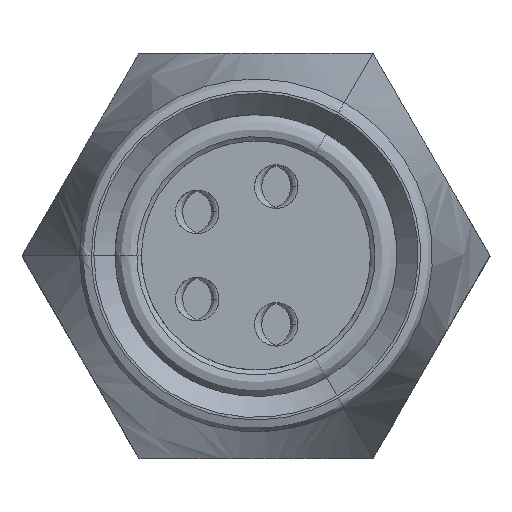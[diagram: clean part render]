
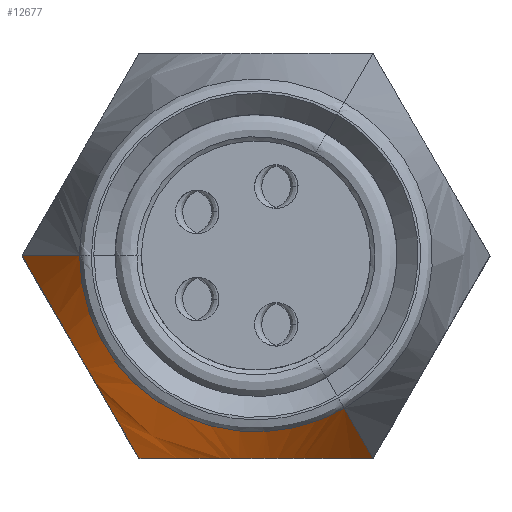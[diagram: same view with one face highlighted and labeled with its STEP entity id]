
A CAD part, top view. The second image highlights one B-rep face of the part: STEP entity #12677.
In plain terms, the highlighted free-form (B-spline) face has degree [2, 1] with [3, 2] control points.
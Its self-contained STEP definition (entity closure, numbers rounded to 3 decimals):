
#12551=CARTESIAN_POINT('Vertex',(7.95,1.23,35.666)) ;
#12558=CARTESIAN_POINT('Vertex',(1.421,5.,35.666)) ;
#12562=CARTESIAN_POINT('Control Point',(1.421,5.,35.666)) ;
#12563=CARTESIAN_POINT('Control Point',(1.421,-2.539,35.666)) ;
#12564=CARTESIAN_POINT('Control Point',(7.95,1.23,35.666)) ;
#12625=CARTESIAN_POINT('Control Point',(0.004,5.,29.4)) ;
#12626=CARTESIAN_POINT('Control Point',(1.421,5.,35.666)) ;
#12627=CARTESIAN_POINT('Control Point',(0.004,-4.994,29.4)) ;
#12628=CARTESIAN_POINT('Control Point',(1.421,-2.539,35.666)) ;
#12629=CARTESIAN_POINT('Control Point',(8.659,0.003,29.4)) ;
#12630=CARTESIAN_POINT('Control Point',(7.95,1.23,35.666)) ;
#12632=CARTESIAN_POINT('Control Point',(8.659,0.003,29.4)) ;
#12633=CARTESIAN_POINT('Control Point',(7.95,1.23,35.666)) ;
#12634=CARTESIAN_POINT('Vertex',(8.659,0.,29.4)) ;
#12638=CARTESIAN_POINT('Control Point',(0.004,5.,29.4)) ;
#12639=CARTESIAN_POINT('Control Point',(1.421,5.,35.666)) ;
#12640=CARTESIAN_POINT('Vertex',(0.001,5.002,29.4)) ;
#12644=CARTESIAN_POINT('Control Point',(0.004,5.,29.4)) ;
#12645=CARTESIAN_POINT('Control Point',(0.257,4.56,30.521)) ;
#12646=CARTESIAN_POINT('Control Point',(0.519,4.106,31.493)) ;
#12647=CARTESIAN_POINT('Control Point',(0.791,3.635,32.266)) ;
#12648=CARTESIAN_POINT('Control Point',(1.38,2.613,33.199)) ;
#12649=CARTESIAN_POINT('Control Point',(1.988,1.56,32.56)) ;
#12650=CARTESIAN_POINT('Control Point',(2.301,1.019,31.754)) ;
#12651=CARTESIAN_POINT('Control Point',(2.601,0.501,30.671)) ;
#12652=CARTESIAN_POINT('Control Point',(2.888,0.003,29.4)) ;
#12653=CARTESIAN_POINT('Vertex',(2.886,0.001,29.4)) ;
#12657=CARTESIAN_POINT('Control Point',(2.889,0.003,29.4)) ;
#12658=CARTESIAN_POINT('Control Point',(3.401,0.003,30.533)) ;
#12659=CARTESIAN_POINT('Control Point',(3.932,0.002,31.516)) ;
#12660=CARTESIAN_POINT('Control Point',(4.483,0.002,32.288)) ;
#12661=CARTESIAN_POINT('Control Point',(5.264,0.002,32.882)) ;
#12662=CARTESIAN_POINT('Control Point',(6.037,0.002,32.813)) ;
#12663=CARTESIAN_POINT('Control Point',(6.253,0.002,32.741)) ;
#12664=CARTESIAN_POINT('Control Point',(6.887,0.002,32.383)) ;
#12665=CARTESIAN_POINT('Control Point',(7.5,0.002,31.626)) ;
#12666=CARTESIAN_POINT('Control Point',(7.897,0.003,30.98)) ;
#12667=CARTESIAN_POINT('Control Point',(8.282,0.003,30.231)) ;
#12668=CARTESIAN_POINT('Control Point',(8.659,0.003,29.4)) ;
#12671=ORIENTED_EDGE('',*,*,#12636,.T.) ;
#12672=ORIENTED_EDGE('',*,*,#12565,.T.) ;
#12673=ORIENTED_EDGE('',*,*,#12642,.T.) ;
#12674=ORIENTED_EDGE('',*,*,#12655,.T.) ;
#12675=ORIENTED_EDGE('',*,*,#12669,.T.) ;
#12677=ADVANCED_FACE('Hauptk\X2\00F6\X0\rper',(#12676),#12624,.T.) ;
#12643=B_SPLINE_CURVE_WITH_KNOTS('',5,(#12644,#12645,#12646,#12647,#12648,#12649,#12650,#12651,#12652),.UNSPECIFIED.,.F.,.U.,(6,3,6),(0.,8.849,18.46),.UNSPECIFIED.) ;
#12656=B_SPLINE_CURVE_WITH_KNOTS('',5,(#12657,#12658,#12659,#12660,#12661,#12662,#12663,#12664,#12665,#12666,#12667,#12668),.UNSPECIFIED.,.F.,.U.,(6,3,3,6),(0.,8.565,11.901,18.459),.UNSPECIFIED.) ;
#12565=EDGE_CURVE('',#12552,#12559,#12561,.F.) ;
#12636=EDGE_CURVE('',#12635,#12552,#12631,.T.) ;
#12642=EDGE_CURVE('',#12559,#12641,#12637,.F.) ;
#12655=EDGE_CURVE('',#12641,#12654,#12643,.T.) ;
#12669=EDGE_CURVE('',#12654,#12635,#12656,.T.) ;
#12670=EDGE_LOOP('',(#12671,#12672,#12673,#12674,#12675)) ;
#12676=FACE_OUTER_BOUND('',#12670,.T.) ;
#12552=VERTEX_POINT('',#12551) ;
#12559=VERTEX_POINT('',#12558) ;
#12635=VERTEX_POINT('',#12634) ;
#12641=VERTEX_POINT('',#12640) ;
#12654=VERTEX_POINT('',#12653) ;
#12561=(BOUNDED_CURVE()B_SPLINE_CURVE(2,(#12562,#12563,#12564),.UNSPECIFIED.,.F.,.U.)B_SPLINE_CURVE_WITH_KNOTS((3,3),(0.,14.68),.UNSPECIFIED.)CURVE()GEOMETRIC_REPRESENTATION_ITEM()RATIONAL_B_SPLINE_CURVE((1.,0.5,1.))REPRESENTATION_ITEM('')) ;
#12631=(BOUNDED_CURVE()B_SPLINE_CURVE(1,(#12632,#12633),.UNSPECIFIED.,.F.,.U.)B_SPLINE_CURVE_WITH_KNOTS((2,2),(0.,6.619),.UNSPECIFIED.)CURVE()GEOMETRIC_REPRESENTATION_ITEM()RATIONAL_B_SPLINE_CURVE((1.,1.))REPRESENTATION_ITEM('')) ;
#12637=(BOUNDED_CURVE()B_SPLINE_CURVE(1,(#12638,#12639),.UNSPECIFIED.,.F.,.U.)B_SPLINE_CURVE_WITH_KNOTS((2,2),(0.,6.619),.UNSPECIFIED.)CURVE()GEOMETRIC_REPRESENTATION_ITEM()RATIONAL_B_SPLINE_CURVE((1.,1.))REPRESENTATION_ITEM('')) ;
#12624=(BOUNDED_SURFACE()B_SPLINE_SURFACE(2,1,((#12625,#12626),(#12627,#12628),(#12629,#12630)),.UNSPECIFIED.,.F.,.F.,.U.)B_SPLINE_SURFACE_WITH_KNOTS((3,3),(2,2),(0.,17.533),(0.,6.619),.UNSPECIFIED.)GEOMETRIC_REPRESENTATION_ITEM()RATIONAL_B_SPLINE_SURFACE(((1.,1.),(0.5,0.5),(1.,1.)))REPRESENTATION_ITEM('Rational BSpline Surface')SURFACE()) ;
